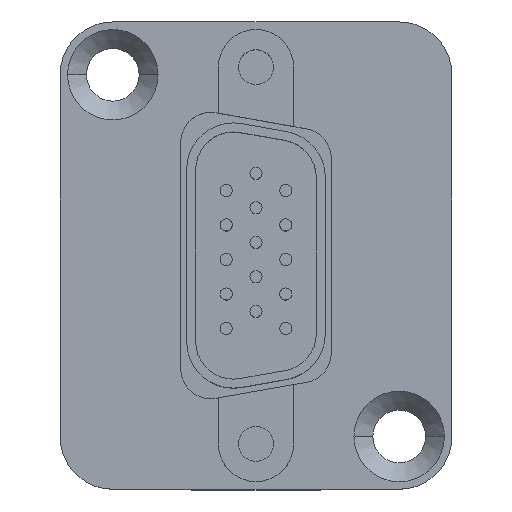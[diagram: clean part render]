
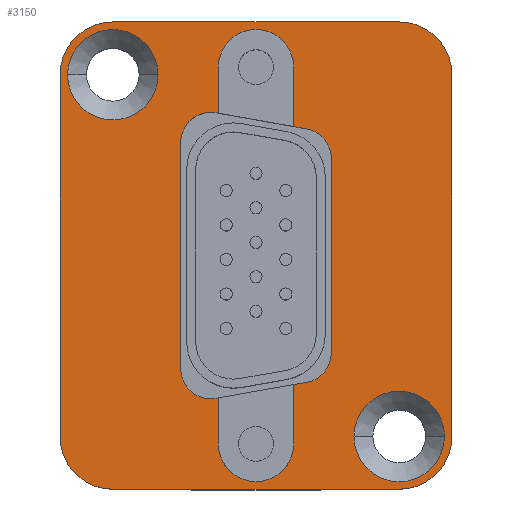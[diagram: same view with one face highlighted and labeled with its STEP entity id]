
A CAD part, top view. The second image highlights one B-rep face of the part: STEP entity #3150.
In plain terms, the highlighted planar face has unit normal (0, 0, 1).
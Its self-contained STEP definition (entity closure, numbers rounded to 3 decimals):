
#171=CARTESIAN_POINT('',(-9.5,-12.,3.5));
#172=DIRECTION('',(0.,0.,1.));
#173=DIRECTION('',(-1.,0.,0.));
#174=AXIS2_PLACEMENT_3D('',#171,#172,#173);
#176=DIRECTION('',(0.,-1.,0.));
#177=VECTOR('',#176,24.);
#178=CARTESIAN_POINT('',(-13.,12.,3.5));
#179=LINE('',#178,#177);
#180=CARTESIAN_POINT('',(-9.5,12.,3.5));
#181=DIRECTION('',(0.,0.,1.));
#182=DIRECTION('',(0.,1.,0.));
#183=AXIS2_PLACEMENT_3D('',#180,#181,#182);
#185=DIRECTION('',(-1.,0.,0.));
#186=VECTOR('',#185,19.);
#187=CARTESIAN_POINT('',(9.5,15.5,3.5));
#188=LINE('',#187,#186);
#189=CARTESIAN_POINT('',(9.5,12.,3.5));
#190=DIRECTION('',(0.,0.,1.));
#191=DIRECTION('',(1.,0.,0.));
#192=AXIS2_PLACEMENT_3D('',#189,#190,#191);
#194=DIRECTION('',(0.,1.,0.));
#195=VECTOR('',#194,24.);
#196=CARTESIAN_POINT('',(13.,-12.,3.5));
#197=LINE('',#196,#195);
#198=CARTESIAN_POINT('',(9.5,-12.,3.5));
#199=DIRECTION('',(0.,0.,1.));
#200=DIRECTION('',(0.,-1.,0.));
#201=AXIS2_PLACEMENT_3D('',#198,#199,#200);
#203=DIRECTION('',(1.,0.,0.));
#204=VECTOR('',#203,19.);
#205=CARTESIAN_POINT('',(-9.5,-15.5,3.5));
#206=LINE('',#205,#204);
#217=CARTESIAN_POINT('',(0.,12.5,3.5));
#218=DIRECTION('',(0.,0.,1.));
#219=DIRECTION('',(1.,0.,0.));
#220=AXIS2_PLACEMENT_3D('',#217,#218,#219);
#222=DIRECTION('',(0.,-1.,0.));
#223=VECTOR('',#222,3.057);
#224=CARTESIAN_POINT('',(-2.5,12.5,3.5));
#225=LINE('',#224,#223);
#226=DIRECTION('',(0.985,-0.174,0.));
#227=VECTOR('',#226,0.155);
#228=CARTESIAN_POINT('',(-2.653,9.47,3.5));
#229=LINE('',#228,#227);
#230=CARTESIAN_POINT('',(-3.,7.5,3.5));
#231=DIRECTION('',(0.,0.,-1.));
#232=DIRECTION('',(-1.,0.,0.));
#233=AXIS2_PLACEMENT_3D('',#230,#231,#232);
#235=DIRECTION('',(0.,1.,0.));
#236=VECTOR('',#235,15.);
#237=CARTESIAN_POINT('',(-5.,-7.5,3.5));
#238=LINE('',#237,#236);
#239=CARTESIAN_POINT('',(-3.,-7.5,3.5));
#240=DIRECTION('',(0.,0.,-1.));
#241=DIRECTION('',(0.174,-0.985,0.));
#242=AXIS2_PLACEMENT_3D('',#239,#240,#241);
#244=DIRECTION('',(-0.985,-0.174,0.));
#245=VECTOR('',#244,0.155);
#246=CARTESIAN_POINT('',(-2.5,-9.443,3.5));
#247=LINE('',#246,#245);
#248=DIRECTION('',(0.,-1.,0.));
#249=VECTOR('',#248,3.057);
#250=CARTESIAN_POINT('',(-2.5,-9.443,3.5));
#251=LINE('',#250,#249);
#252=CARTESIAN_POINT('',(0.,-12.5,3.5));
#253=DIRECTION('',(0.,0.,1.));
#254=DIRECTION('',(-1.,0.,0.));
#255=AXIS2_PLACEMENT_3D('',#252,#253,#254);
#257=DIRECTION('',(0.,1.,0.));
#258=VECTOR('',#257,3.939);
#259=CARTESIAN_POINT('',(2.5,-12.5,3.5));
#260=LINE('',#259,#258);
#261=DIRECTION('',(-0.985,-0.174,0.));
#262=VECTOR('',#261,0.86);
#263=CARTESIAN_POINT('',(3.347,-8.412,3.5));
#264=LINE('',#263,#262);
#265=CARTESIAN_POINT('',(3.,-6.442,3.5));
#266=DIRECTION('',(0.,0.,-1.));
#267=DIRECTION('',(1.,0.,0.));
#268=AXIS2_PLACEMENT_3D('',#265,#266,#267);
#270=DIRECTION('',(0.,-1.,0.));
#271=VECTOR('',#270,12.884);
#272=CARTESIAN_POINT('',(5.,6.442,3.5));
#273=LINE('',#272,#271);
#274=CARTESIAN_POINT('',(3.,6.442,3.5));
#275=DIRECTION('',(0.,0.,-1.));
#276=DIRECTION('',(0.174,0.985,0.));
#277=AXIS2_PLACEMENT_3D('',#274,#275,#276);
#279=DIRECTION('',(0.985,-0.174,0.));
#280=VECTOR('',#279,0.86);
#281=CARTESIAN_POINT('',(2.5,8.561,3.5));
#282=LINE('',#281,#280);
#283=DIRECTION('',(0.,1.,0.));
#284=VECTOR('',#283,3.939);
#285=CARTESIAN_POINT('',(2.5,8.561,3.5));
#286=LINE('',#285,#284);
#297=CARTESIAN_POINT('',(-9.5,12.,3.5));
#298=DIRECTION('',(0.,0.,1.));
#299=DIRECTION('',(1.,0.,0.));
#300=AXIS2_PLACEMENT_3D('',#297,#298,#299);
#302=CARTESIAN_POINT('',(-9.5,12.,3.5));
#303=DIRECTION('',(0.,0.,1.));
#304=DIRECTION('',(-1.,0.,0.));
#305=AXIS2_PLACEMENT_3D('',#302,#303,#304);
#307=CARTESIAN_POINT('',(9.5,-12.,3.5));
#308=DIRECTION('',(0.,0.,1.));
#309=DIRECTION('',(1.,0.,0.));
#310=AXIS2_PLACEMENT_3D('',#307,#308,#309);
#312=CARTESIAN_POINT('',(9.5,-12.,3.5));
#313=DIRECTION('',(0.,0.,1.));
#314=DIRECTION('',(-1.,0.,0.));
#315=AXIS2_PLACEMENT_3D('',#312,#313,#314);
#2281=CARTESIAN_POINT('',(-13.,-12.,3.5));
#2282=CARTESIAN_POINT('',(-9.5,-15.5,3.5));
#2283=VERTEX_POINT('',#2281);
#2284=VERTEX_POINT('',#2282);
#2285=CARTESIAN_POINT('',(9.5,-15.5,3.5));
#2286=VERTEX_POINT('',#2285);
#2287=CARTESIAN_POINT('',(13.,-12.,3.5));
#2288=VERTEX_POINT('',#2287);
#2289=CARTESIAN_POINT('',(13.,12.,3.5));
#2290=VERTEX_POINT('',#2289);
#2291=CARTESIAN_POINT('',(9.5,15.5,3.5));
#2292=VERTEX_POINT('',#2291);
#2293=CARTESIAN_POINT('',(-9.5,15.5,3.5));
#2294=VERTEX_POINT('',#2293);
#2295=CARTESIAN_POINT('',(-13.,12.,3.5));
#2296=VERTEX_POINT('',#2295);
#2309=CARTESIAN_POINT('',(2.5,12.5,3.5));
#2310=CARTESIAN_POINT('',(-2.5,12.5,3.5));
#2311=VERTEX_POINT('',#2309);
#2312=VERTEX_POINT('',#2310);
#2313=CARTESIAN_POINT('',(-5.,-7.5,3.5));
#2314=CARTESIAN_POINT('',(-5.,7.5,3.5));
#2315=VERTEX_POINT('',#2313);
#2316=VERTEX_POINT('',#2314);
#2317=CARTESIAN_POINT('',(-2.653,9.47,3.5));
#2318=VERTEX_POINT('',#2317);
#2319=CARTESIAN_POINT('',(3.347,8.412,3.5));
#2320=CARTESIAN_POINT('',(5.,6.442,3.5));
#2321=VERTEX_POINT('',#2319);
#2322=VERTEX_POINT('',#2320);
#2323=CARTESIAN_POINT('',(5.,-6.442,3.5));
#2324=VERTEX_POINT('',#2323);
#2325=CARTESIAN_POINT('',(3.347,-8.412,3.5));
#2326=VERTEX_POINT('',#2325);
#2327=CARTESIAN_POINT('',(-2.653,-9.47,3.5));
#2328=VERTEX_POINT('',#2327);
#2493=CARTESIAN_POINT('',(-6.5,12.,3.5));
#2494=CARTESIAN_POINT('',(-12.5,12.,3.5));
#2495=VERTEX_POINT('',#2493);
#2496=VERTEX_POINT('',#2494);
#2497=CARTESIAN_POINT('',(12.5,-12.,3.5));
#2498=CARTESIAN_POINT('',(6.5,-12.,3.5));
#2499=VERTEX_POINT('',#2497);
#2500=VERTEX_POINT('',#2498);
#2917=CARTESIAN_POINT('',(-2.5,9.443,3.5));
#2918=VERTEX_POINT('',#2917);
#2919=CARTESIAN_POINT('',(2.5,8.561,3.5));
#2920=VERTEX_POINT('',#2919);
#2921=CARTESIAN_POINT('',(-2.5,-12.5,3.5));
#2922=CARTESIAN_POINT('',(2.5,-12.5,3.5));
#2923=VERTEX_POINT('',#2921);
#2924=VERTEX_POINT('',#2922);
#2925=CARTESIAN_POINT('',(2.5,-8.561,3.5));
#2926=VERTEX_POINT('',#2925);
#2927=CARTESIAN_POINT('',(-2.5,-9.443,3.5));
#2928=VERTEX_POINT('',#2927);
#3083=CARTESIAN_POINT('',(0.,0.,3.5));
#3084=DIRECTION('',(0.,0.,1.));
#3085=DIRECTION('',(1.,0.,0.));
#3086=AXIS2_PLACEMENT_3D('',#3083,#3084,#3085);
#3087=PLANE('',#3086);
#3089=ORIENTED_EDGE('',*,*,#3088,.F.);
#3091=ORIENTED_EDGE('',*,*,#3090,.F.);
#3093=ORIENTED_EDGE('',*,*,#3092,.F.);
#3095=ORIENTED_EDGE('',*,*,#3094,.F.);
#3097=ORIENTED_EDGE('',*,*,#3096,.F.);
#3099=ORIENTED_EDGE('',*,*,#3098,.F.);
#3101=ORIENTED_EDGE('',*,*,#3100,.F.);
#3103=ORIENTED_EDGE('',*,*,#3102,.F.);
#3104=EDGE_LOOP('',(#3089,#3091,#3093,#3095,#3097,#3099,#3101,#3103));
#3105=FACE_OUTER_BOUND('',#3104,.F.);
#3107=ORIENTED_EDGE('',*,*,#3106,.T.);
#3109=ORIENTED_EDGE('',*,*,#3108,.T.);
#3111=ORIENTED_EDGE('',*,*,#3110,.F.);
#3113=ORIENTED_EDGE('',*,*,#3112,.F.);
#3115=ORIENTED_EDGE('',*,*,#3114,.F.);
#3117=ORIENTED_EDGE('',*,*,#3116,.F.);
#3119=ORIENTED_EDGE('',*,*,#3118,.F.);
#3121=ORIENTED_EDGE('',*,*,#3120,.T.);
#3123=ORIENTED_EDGE('',*,*,#3122,.T.);
#3125=ORIENTED_EDGE('',*,*,#3124,.T.);
#3127=ORIENTED_EDGE('',*,*,#3126,.F.);
#3129=ORIENTED_EDGE('',*,*,#3128,.F.);
#3131=ORIENTED_EDGE('',*,*,#3130,.F.);
#3133=ORIENTED_EDGE('',*,*,#3132,.F.);
#3135=ORIENTED_EDGE('',*,*,#3134,.F.);
#3137=ORIENTED_EDGE('',*,*,#3136,.T.);
#3138=EDGE_LOOP('',(#3107,#3109,#3111,#3113,#3115,#3117,#3119,#3121,#3123,#3125,
#3127,#3129,#3131,#3133,#3135,#3137));
#3139=FACE_BOUND('',#3138,.F.);
#3140=ORIENTED_EDGE('',*,*,#3063,.T.);
#3141=ORIENTED_EDGE('',*,*,#3077,.T.);
#3142=EDGE_LOOP('',(#3140,#3141));
#3143=FACE_BOUND('',#3142,.F.);
#3145=ORIENTED_EDGE('',*,*,#3144,.T.);
#3147=ORIENTED_EDGE('',*,*,#3146,.T.);
#3148=EDGE_LOOP('',(#3145,#3147));
#3149=FACE_BOUND('',#3148,.F.);
#3150=ADVANCED_FACE('',(#3105,#3139,#3143,#3149),#3087,.T.);
#175=CIRCLE('',#174,3.5);
#184=CIRCLE('',#183,3.5);
#193=CIRCLE('',#192,3.5);
#202=CIRCLE('',#201,3.5);
#221=CIRCLE('',#220,2.5);
#234=CIRCLE('',#233,2.);
#243=CIRCLE('',#242,2.);
#256=CIRCLE('',#255,2.5);
#269=CIRCLE('',#268,2.);
#278=CIRCLE('',#277,2.);
#301=CIRCLE('',#300,3.);
#306=CIRCLE('',#305,3.);
#311=CIRCLE('',#310,3.);
#316=CIRCLE('',#315,3.);
#3063=EDGE_CURVE('',#2495,#2496,#301,.T.);
#3077=EDGE_CURVE('',#2496,#2495,#306,.T.);
#3088=EDGE_CURVE('',#2283,#2284,#175,.T.);
#3090=EDGE_CURVE('',#2296,#2283,#179,.T.);
#3092=EDGE_CURVE('',#2294,#2296,#184,.T.);
#3094=EDGE_CURVE('',#2292,#2294,#188,.T.);
#3096=EDGE_CURVE('',#2290,#2292,#193,.T.);
#3098=EDGE_CURVE('',#2288,#2290,#197,.T.);
#3100=EDGE_CURVE('',#2286,#2288,#202,.T.);
#3102=EDGE_CURVE('',#2284,#2286,#206,.T.);
#3106=EDGE_CURVE('',#2311,#2312,#221,.T.);
#3108=EDGE_CURVE('',#2312,#2918,#225,.T.);
#3110=EDGE_CURVE('',#2318,#2918,#229,.T.);
#3112=EDGE_CURVE('',#2316,#2318,#234,.T.);
#3114=EDGE_CURVE('',#2315,#2316,#238,.T.);
#3116=EDGE_CURVE('',#2328,#2315,#243,.T.);
#3118=EDGE_CURVE('',#2928,#2328,#247,.T.);
#3120=EDGE_CURVE('',#2928,#2923,#251,.T.);
#3122=EDGE_CURVE('',#2923,#2924,#256,.T.);
#3124=EDGE_CURVE('',#2924,#2926,#260,.T.);
#3126=EDGE_CURVE('',#2326,#2926,#264,.T.);
#3128=EDGE_CURVE('',#2324,#2326,#269,.T.);
#3130=EDGE_CURVE('',#2322,#2324,#273,.T.);
#3132=EDGE_CURVE('',#2321,#2322,#278,.T.);
#3134=EDGE_CURVE('',#2920,#2321,#282,.T.);
#3136=EDGE_CURVE('',#2920,#2311,#286,.T.);
#3144=EDGE_CURVE('',#2499,#2500,#311,.T.);
#3146=EDGE_CURVE('',#2500,#2499,#316,.T.);
